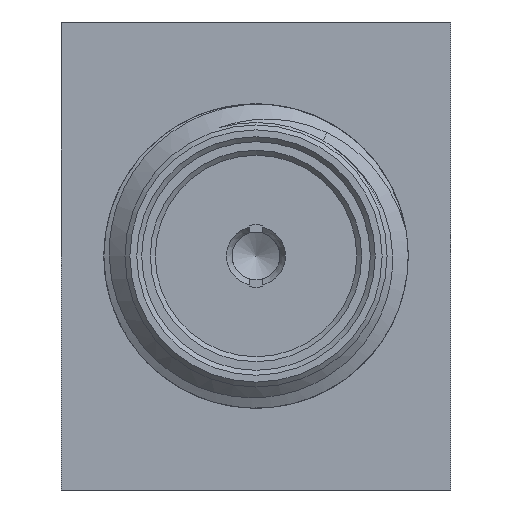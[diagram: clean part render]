
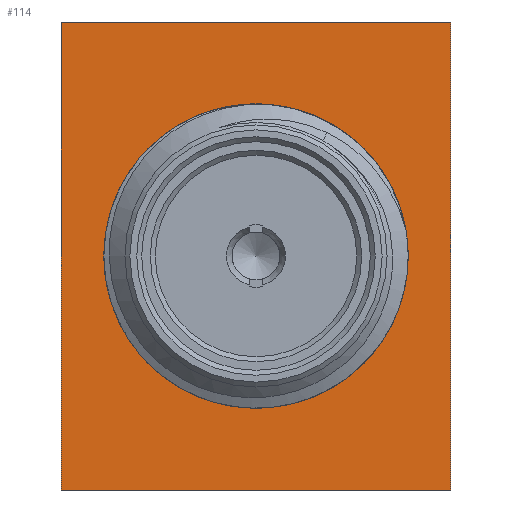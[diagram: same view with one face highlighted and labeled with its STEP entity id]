
A CAD part, left-side view. The second image highlights one B-rep face of the part: STEP entity #114.
In plain terms, the highlighted planar face has unit normal (-1, 0, 0).
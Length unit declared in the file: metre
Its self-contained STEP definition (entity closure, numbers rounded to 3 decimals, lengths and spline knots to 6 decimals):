
#114 = ADVANCED_FACE( '', ( #288, #289 ), #290, .T. );
#288 = FACE_OUTER_BOUND( '', #1576, .T. );
#289 = FACE_BOUND( '', #1577, .T. );
#290 = PLANE( '', #1578 );
#1576 = EDGE_LOOP( '', ( #2513, #2514, #2515, #2516 ) );
#1577 = EDGE_LOOP( '', ( #2517 ) );
#1578 = AXIS2_PLACEMENT_3D( '', #2518, #2519, #2520 );
#2513 = ORIENTED_EDGE( '', *, *, #2724, .T. );
#2514 = ORIENTED_EDGE( '', *, *, #2639, .T. );
#2515 = ORIENTED_EDGE( '', *, *, #2701, .T. );
#2516 = ORIENTED_EDGE( '', *, *, #2705, .T. );
#2517 = ORIENTED_EDGE( '', *, *, #2739, .F. );
#2518 = CARTESIAN_POINT( '', ( -0.00125, 0., 0. ) );
#2519 = DIRECTION( '', ( -1., 0., 0. ) );
#2520 = DIRECTION( '', ( 0., 0., 1. ) );
#2639 = EDGE_CURVE( '', #2894, #2895, #2896, .T. );
#2701 = EDGE_CURVE( '', #2895, #2994, #2996, .T. );
#2705 = EDGE_CURVE( '', #2994, #3002, #3003, .T. );
#2724 = EDGE_CURVE( '', #3002, #2894, #3030, .T. );
#2739 = EDGE_CURVE( '', #3053, #3053, #3054, .T. );
#2894 = VERTEX_POINT( '', #3632 );
#2895 = VERTEX_POINT( '', #3633 );
#2896 = LINE( '', #3634, #3635 );
#2994 = VERTEX_POINT( '', #4096 );
#2996 = LINE( '', #4099, #4100 );
#3002 = VERTEX_POINT( '', #4107 );
#3003 = LINE( '', #4108, #4109 );
#3030 = LINE( '', #4270, #4271 );
#3053 = VERTEX_POINT( '', #4311 );
#3054 = CIRCLE( '', #4312, 0.002665 );
#3632 = CARTESIAN_POINT( '', ( -0.00125, -0.00396, -0.00476 ) );
#3633 = CARTESIAN_POINT( '', ( -0.00125, -0.00396, 0.00476 ) );
#3634 = CARTESIAN_POINT( '', ( -0.00125, -0.00396, -0.00476 ) );
#3635 = VECTOR( '', #4393, 1. );
#4096 = CARTESIAN_POINT( '', ( -0.00125, 0.00396, 0.00476 ) );
#4099 = CARTESIAN_POINT( '', ( -0.00125, -0.00396, 0.00476 ) );
#4100 = VECTOR( '', #4454, 1. );
#4107 = CARTESIAN_POINT( '', ( -0.00125, 0.00396, -0.00476 ) );
#4108 = CARTESIAN_POINT( '', ( -0.00125, 0.00396, 0.00476 ) );
#4109 = VECTOR( '', #4462, 1. );
#4270 = CARTESIAN_POINT( '', ( -0.00125, 0.00396, -0.00476 ) );
#4271 = VECTOR( '', #4476, 1. );
#4311 = CARTESIAN_POINT( '', ( -0.00125, 0.002665, 0. ) );
#4312 = AXIS2_PLACEMENT_3D( '', #4502, #4503, #4504 );
#4393 = DIRECTION( '', ( 0., 0., 1. ) );
#4454 = DIRECTION( '', ( 0., 1., 0. ) );
#4462 = DIRECTION( '', ( 0., 0., -1. ) );
#4476 = DIRECTION( '', ( 0., -1., 0. ) );
#4502 = CARTESIAN_POINT( '', ( -0.00125, 0., 0. ) );
#4503 = DIRECTION( '', ( -1., 0., 0. ) );
#4504 = DIRECTION( '', ( 0., 1., 0. ) );
